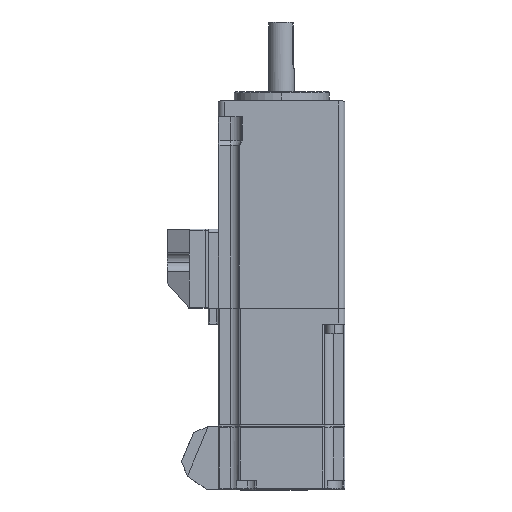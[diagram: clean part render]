
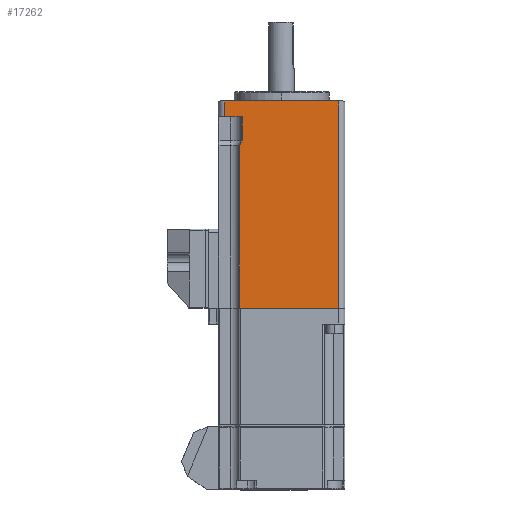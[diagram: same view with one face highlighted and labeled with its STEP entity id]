
A CAD part, top view. The second image highlights one B-rep face of the part: STEP entity #17262.
In plain terms, the highlighted planar face has unit normal (0, 0, 1).
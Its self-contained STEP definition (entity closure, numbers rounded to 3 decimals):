
#897 = CARTESIAN_POINT ( 'NONE',  ( -18., -51.492, 20. ) ) ;
#1084 = DIRECTION ( 'NONE',  ( -1., 0., 0. ) ) ;
#1413 = VECTOR ( 'NONE', #16705, 1000. ) ;
#1804 = CARTESIAN_POINT ( 'NONE',  ( -18., -46.492, 20. ) ) ;
#2007 = VERTEX_POINT ( 'NONE', #15038 ) ;
#2197 = ORIENTED_EDGE ( 'NONE', *, *, #14948, .T. ) ;
#2242 = VERTEX_POINT ( 'NONE', #1804 ) ;
#2574 = CARTESIAN_POINT ( 'NONE',  ( -18., -43.492, 20. ) ) ;
#2609 = EDGE_CURVE ( 'NONE', #2007, #10054, #9912, .T. ) ;
#2745 = VERTEX_POINT ( 'NONE', #12806 ) ;
#3310 = VERTEX_POINT ( 'NONE', #6949 ) ;
#3374 = CARTESIAN_POINT ( 'NONE',  ( 18., -43.492, 20. ) ) ;
#3792 = DIRECTION ( 'NONE',  ( -0.489, -0.873, 0. ) ) ;
#3992 = CARTESIAN_POINT ( 'NONE',  ( -7.155, -49.565, 20. ) ) ;
#4117 = VECTOR ( 'NONE', #5497, 1000. ) ;
#4326 = PLANE ( 'NONE',  #12205 ) ;
#4341 = VECTOR ( 'NONE', #16360, 1000. ) ;
#4672 = ORIENTED_EDGE ( 'NONE', *, *, #18616, .T. ) ;
#5040 = CARTESIAN_POINT ( 'NONE',  ( -18., -51.492, 20. ) ) ;
#5368 = LINE ( 'NONE', #7164, #14747 ) ;
#5385 = DIRECTION ( 'NONE',  ( -1., 0., 0. ) ) ;
#5497 = DIRECTION ( 'NONE',  ( 1., 0., 0. ) ) ;
#5614 = VERTEX_POINT ( 'NONE', #16907 ) ;
#5677 = DIRECTION ( 'NONE',  ( 0., 0., -1. ) ) ;
#5878 = CARTESIAN_POINT ( 'NONE',  ( -12.463, -58.94, 20. ) ) ;
#6081 = LINE ( 'NONE', #3374, #12122 ) ;
#6901 = DIRECTION ( 'NONE',  ( 1., 0., 0. ) ) ;
#6949 = CARTESIAN_POINT ( 'NONE',  ( -12.463, -51.492, 20. ) ) ;
#7164 = CARTESIAN_POINT ( 'NONE',  ( -18., -43.492, 20. ) ) ;
#7558 = LINE ( 'NONE', #3992, #10959 ) ;
#7738 = ORIENTED_EDGE ( 'NONE', *, *, #16537, .T. ) ;
#7846 = AXIS2_PLACEMENT_3D ( 'NONE', #17907, #8619, #17978 ) ;
#8205 = ORIENTED_EDGE ( 'NONE', *, *, #10133, .T. ) ;
#8232 = VECTOR ( 'NONE', #6901, 1000. ) ;
#8258 = LINE ( 'NONE', #11959, #4117 ) ;
#8419 = LINE ( 'NONE', #5878, #1413 ) ;
#8501 = EDGE_CURVE ( 'NONE', #2745, #10812, #6081, .T. ) ;
#8590 = ORIENTED_EDGE ( 'NONE', *, *, #19290, .T. ) ;
#8610 = CARTESIAN_POINT ( 'NONE',  ( -12.463, -58.94, 20. ) ) ;
#8619 = DIRECTION ( 'NONE',  ( 0., 0., -1. ) ) ;
#8687 = CIRCLE ( 'NONE', #7846, 0.4 ) ;
#9395 = VERTEX_POINT ( 'NONE', #8610 ) ;
#9478 = EDGE_CURVE ( 'NONE', #10054, #10812, #8258, .T. ) ;
#9912 = LINE ( 'NONE', #10268, #4341 ) ;
#10054 = VERTEX_POINT ( 'NONE', #12467 ) ;
#10133 = EDGE_CURVE ( 'NONE', #5614, #2007, #7558, .T. ) ;
#10268 = CARTESIAN_POINT ( 'NONE',  ( -13.3, -43.492, 20. ) ) ;
#10812 = VERTEX_POINT ( 'NONE', #18327 ) ;
#10959 = VECTOR ( 'NONE', #3792, 1000. ) ;
#11280 = EDGE_LOOP ( 'NONE', ( #20082, #8590, #4672, #8205, #17809, #11702, #17696, #7738, #2197 ) ) ;
#11329 = LINE ( 'NONE', #16193, #15426 ) ;
#11702 = ORIENTED_EDGE ( 'NONE', *, *, #9478, .T. ) ;
#11959 = CARTESIAN_POINT ( 'NONE',  ( -18., -111.992, 20. ) ) ;
#12122 = VECTOR ( 'NONE', #15747, 1000. ) ;
#12205 = AXIS2_PLACEMENT_3D ( 'NONE', #2574, #5677, #1084 ) ;
#12306 = LINE ( 'NONE', #897, #8232 ) ;
#12467 = CARTESIAN_POINT ( 'NONE',  ( -13.3, -111.992, 20. ) ) ;
#12806 = CARTESIAN_POINT ( 'NONE',  ( 18., -46.492, 20. ) ) ;
#13277 = FACE_OUTER_BOUND ( 'NONE', #11280, .T. ) ;
#14747 = VECTOR ( 'NONE', #14845, 1000. ) ;
#14845 = DIRECTION ( 'NONE',  ( 0., -1., 0. ) ) ;
#14948 = EDGE_CURVE ( 'NONE', #2242, #15590, #5368, .T. ) ;
#15038 = CARTESIAN_POINT ( 'NONE',  ( -13.3, -60.538, 20. ) ) ;
#15426 = VECTOR ( 'NONE', #5385, 1000. ) ;
#15590 = VERTEX_POINT ( 'NONE', #5040 ) ;
#15747 = DIRECTION ( 'NONE',  ( 0., -1., 0. ) ) ;
#16193 = CARTESIAN_POINT ( 'NONE',  ( -18., -46.492, 20. ) ) ;
#16360 = DIRECTION ( 'NONE',  ( 0., -1., 0. ) ) ;
#16537 = EDGE_CURVE ( 'NONE', #2745, #2242, #11329, .T. ) ;
#16705 = DIRECTION ( 'NONE',  ( 0., -1., 0. ) ) ;
#16907 = CARTESIAN_POINT ( 'NONE',  ( -12.514, -59.136, 20. ) ) ;
#17262 = ADVANCED_FACE ( 'NONE', ( #13277 ), #4326, .F. ) ;
#17603 = EDGE_CURVE ( 'NONE', #15590, #3310, #12306, .T. ) ;
#17696 = ORIENTED_EDGE ( 'NONE', *, *, #8501, .F. ) ;
#17809 = ORIENTED_EDGE ( 'NONE', *, *, #2609, .T. ) ;
#17907 = CARTESIAN_POINT ( 'NONE',  ( -12.863, -58.94, 20. ) ) ;
#17978 = DIRECTION ( 'NONE',  ( -1., 0., 0. ) ) ;
#18327 = CARTESIAN_POINT ( 'NONE',  ( 18., -111.992, 20. ) ) ;
#18616 = EDGE_CURVE ( 'NONE', #9395, #5614, #8687, .T. ) ;
#19290 = EDGE_CURVE ( 'NONE', #3310, #9395, #8419, .T. ) ;
#20082 = ORIENTED_EDGE ( 'NONE', *, *, #17603, .T. ) ;
